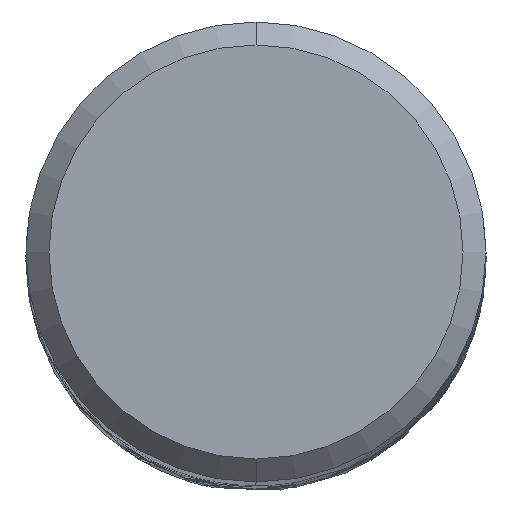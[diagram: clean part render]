
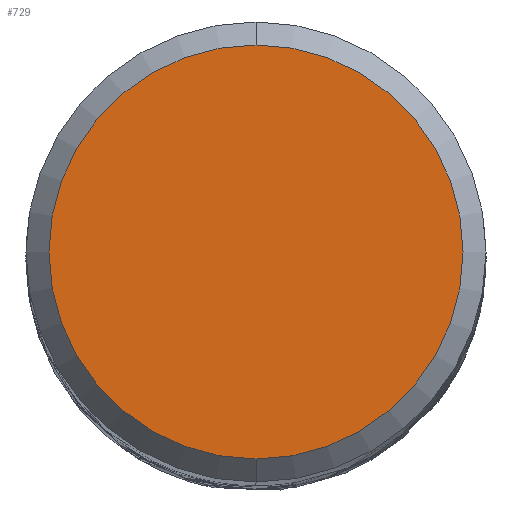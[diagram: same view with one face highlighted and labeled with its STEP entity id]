
A CAD part, top view. The second image highlights one B-rep face of the part: STEP entity #729.
In plain terms, the highlighted planar face has unit normal (0, 0, 1).
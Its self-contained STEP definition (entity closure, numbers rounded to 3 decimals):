
#367=EDGE_CURVE('',#905,#627,#977,.T.);
#519=EDGE_CURVE('',#627,#905,#1148,.T.);
#627=VERTEX_POINT('',#1261);
#729=ADVANCED_FACE('',(#1372),#1373,.T.);
#905=VERTEX_POINT('',#1562);
#977=CIRCLE('',#1699,7.2);
#1148=CIRCLE('',#6578,7.2);
#1261=CARTESIAN_POINT('',(0.,-7.2,0.0));
#1372=FACE_OUTER_BOUND('',#7647,.T.);
#1373=PLANE('',#7648);
#1562=CARTESIAN_POINT('',(0.0,7.2,0.0));
#1699=AXIS2_PLACEMENT_3D('',#9825,#9826,#9827);
#6578=AXIS2_PLACEMENT_3D('',#10047,#10048,#10049);
#7647=EDGE_LOOP('',(#10237,#10238));
#7648=AXIS2_PLACEMENT_3D('',#10239,#10240,#10241);
#9825=CARTESIAN_POINT('',(0.0,0.0,0.0));
#9826=DIRECTION('',(0.0,0.0,-1.0));
#9827=DIRECTION('',(0.0,1.0,0.0));
#10047=CARTESIAN_POINT('',(0.0,0.0,0.0));
#10048=DIRECTION('',(0.0,0.0,-1.0));
#10049=DIRECTION('',(0.0,1.0,0.0));
#10237=ORIENTED_EDGE('',*,*,#367,.F.);
#10238=ORIENTED_EDGE('',*,*,#519,.F.);
#10239=CARTESIAN_POINT('',(0.0,3.6,0.0));
#10240=DIRECTION('',(-0.0,0.0,1.0));
#10241=DIRECTION('',(0.0,-1.0,0.0));
